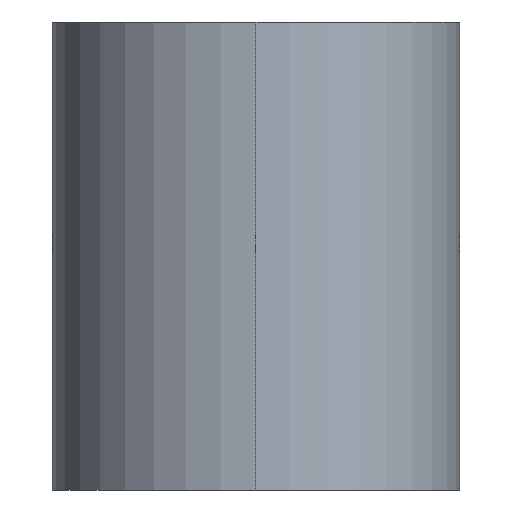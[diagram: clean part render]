
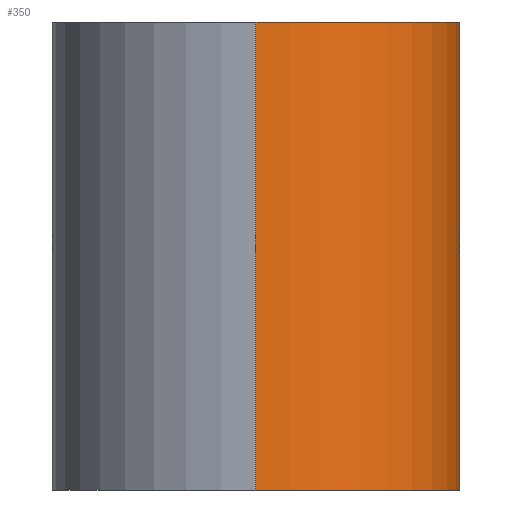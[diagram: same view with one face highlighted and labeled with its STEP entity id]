
A CAD part, left-side view. The second image highlights one B-rep face of the part: STEP entity #350.
In plain terms, the highlighted cylindrical face has radius 11.049 mm (diameter 22.098 mm), a partial arc.
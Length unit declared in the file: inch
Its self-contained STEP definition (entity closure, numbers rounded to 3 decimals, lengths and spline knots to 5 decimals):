
#5 = CARTESIAN_POINT ( 'NONE',  ( 0., 0., 0. ) ) ;
#9 = DIRECTION ( 'NONE',  ( 1., 0., 0. ) ) ;
#28 = EDGE_CURVE ( 'NONE', #511, #169, #279, .T. ) ;
#53 = CIRCLE ( 'NONE', #518, 0.435 ) ;
#62 = VERTEX_POINT ( 'NONE', #321 ) ;
#74 = ORIENTED_EDGE ( 'NONE', *, *, #296, .T. ) ;
#89 = DIRECTION ( 'NONE',  ( 0., 0., 1. ) ) ;
#97 = CARTESIAN_POINT ( 'NONE',  ( 0., -0.435, 1. ) ) ;
#105 = CARTESIAN_POINT ( 'NONE',  ( -0.435, 0., 1. ) ) ;
#137 = DIRECTION ( 'NONE',  ( 0., 0., -1. ) ) ;
#169 = VERTEX_POINT ( 'NONE', #176 ) ;
#176 = CARTESIAN_POINT ( 'NONE',  ( -0.435, 0., 0. ) ) ;
#181 = DIRECTION ( 'NONE',  ( 0., 0., 1. ) ) ;
#220 = DIRECTION ( 'NONE',  ( -1., 0., 0. ) ) ;
#236 = VECTOR ( 'NONE', #137, 39.37008 ) ;
#254 = AXIS2_PLACEMENT_3D ( 'NONE', #303, #513, #220 ) ;
#278 = CARTESIAN_POINT ( 'NONE',  ( -0.435, 0., 1. ) ) ;
#279 = LINE ( 'NONE', #278, #474 ) ;
#295 = ORIENTED_EDGE ( 'NONE', *, *, #361, .F. ) ;
#296 = EDGE_CURVE ( 'NONE', #169, #62, #53, .T. ) ;
#300 = FACE_OUTER_BOUND ( 'NONE', #404, .T. ) ;
#303 = CARTESIAN_POINT ( 'NONE',  ( 0., 0., 1. ) ) ;
#321 = CARTESIAN_POINT ( 'NONE',  ( 0., -0.435, 0. ) ) ;
#341 = CYLINDRICAL_SURFACE ( 'NONE', #254, 0.435 ) ;
#343 = CARTESIAN_POINT ( 'NONE',  ( 0., 0., 1. ) ) ;
#349 = LINE ( 'NONE', #97, #236 ) ;
#350 = ADVANCED_FACE ( 'NONE', ( #300 ), #341, .T. ) ;
#354 = EDGE_CURVE ( 'NONE', #370, #62, #349, .T. ) ;
#361 = EDGE_CURVE ( 'NONE', #511, #370, #509, .T. ) ;
#370 = VERTEX_POINT ( 'NONE', #424 ) ;
#372 = AXIS2_PLACEMENT_3D ( 'NONE', #343, #89, #9 ) ;
#404 = EDGE_LOOP ( 'NONE', ( #295, #537, #74, #532 ) ) ;
#424 = CARTESIAN_POINT ( 'NONE',  ( 0., -0.435, 1. ) ) ;
#468 = DIRECTION ( 'NONE',  ( 1., 0., 0. ) ) ;
#474 = VECTOR ( 'NONE', #489, 39.37008 ) ;
#489 = DIRECTION ( 'NONE',  ( 0., 0., -1. ) ) ;
#509 = CIRCLE ( 'NONE', #372, 0.435 ) ;
#511 = VERTEX_POINT ( 'NONE', #105 ) ;
#513 = DIRECTION ( 'NONE',  ( 0., 0., -1. ) ) ;
#518 = AXIS2_PLACEMENT_3D ( 'NONE', #5, #181, #468 ) ;
#532 = ORIENTED_EDGE ( 'NONE', *, *, #354, .F. ) ;
#537 = ORIENTED_EDGE ( 'NONE', *, *, #28, .T. ) ;
